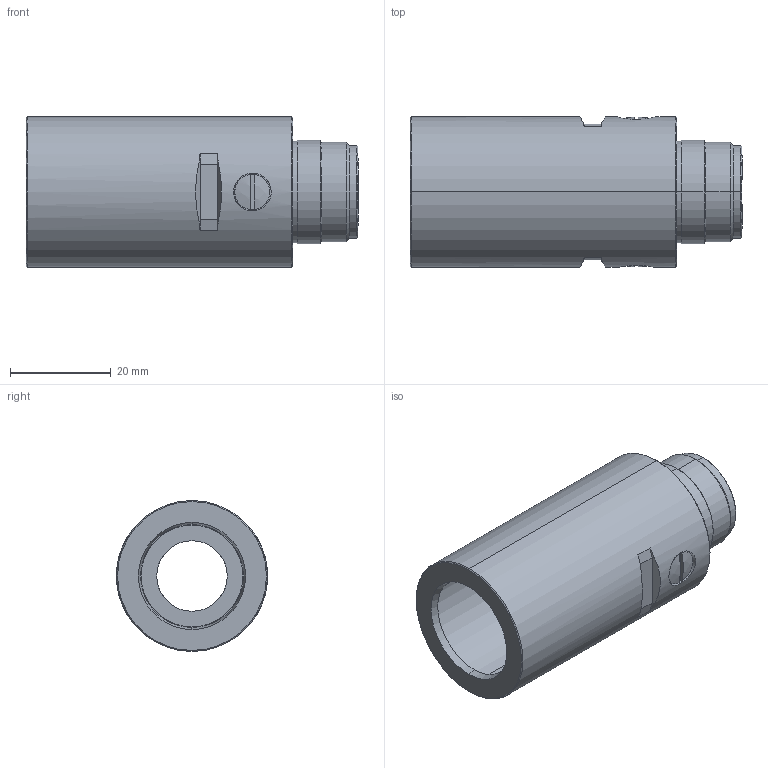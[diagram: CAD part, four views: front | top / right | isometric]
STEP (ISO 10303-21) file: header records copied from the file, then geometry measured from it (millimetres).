
FILE_DESCRIPTION (( 'STEP AP203' ), '1' );
FILE_NAME ('RG-3004M.STEP', '2020-12-23T08:49:24', ( '' ), ( '' ), 'SwSTEP 2.0', 'SolidWorks 2017', '' );
FILE_SCHEMA (( 'CONFIG_CONTROL_DESIGN' ));
Length unit declared in the file: millimetre
Products named in the file (1): RG-3004M
Bounding box: 66 x 30 x 30 mm (x, y, z)
Volume: 9669.5 mm3; surface area: 12607 mm2
Topology: 4 solids, 4 shells, 99 faces, 218 edges, 137 vertices
Faces by surface type: cylinder 39, plane 38, cone 16, bspline 6
Entity records: 5308 total; most frequent: CARTESIAN_POINT 3061, DIRECTION 459, ORIENTED_EDGE 436, EDGE_CURVE 218, AXIS2_PLACEMENT_3D 183, VERTEX_POINT 137, EDGE_LOOP 117, ADVANCED_FACE 99
